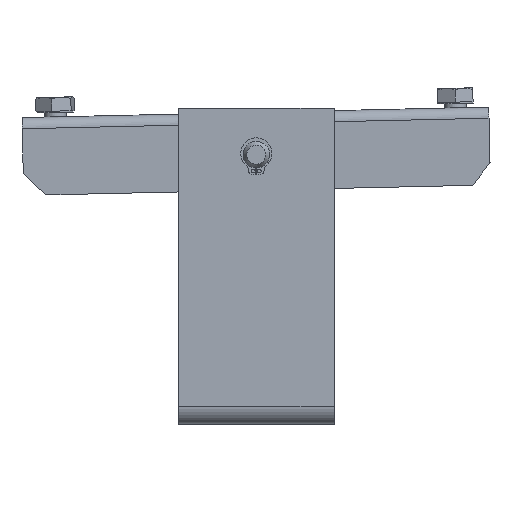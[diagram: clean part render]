
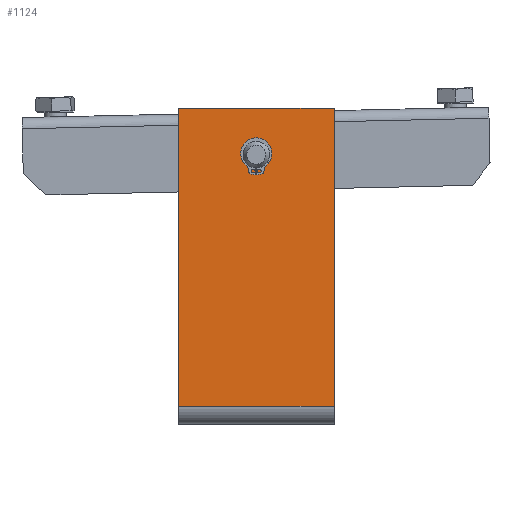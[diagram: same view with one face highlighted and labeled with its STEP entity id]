
A CAD part, front view. The second image highlights one B-rep face of the part: STEP entity #1124.
In plain terms, the highlighted face is planar.
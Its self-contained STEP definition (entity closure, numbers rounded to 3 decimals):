
#161 = DIRECTION ( 'NONE',  ( 1., 0., 0. ) ) ;
#235 = ORIENTED_EDGE ( 'NONE', *, *, #2171, .F. ) ;
#747 = EDGE_CURVE ( 'NONE', #3379, #3119, #3195, .T. ) ;
#810 = VECTOR ( 'NONE', #1486, 1000. ) ;
#1089 = DIRECTION ( 'NONE',  ( 0., 0., -1. ) ) ;
#1091 = DIRECTION ( 'NONE',  ( -1., 0., 0. ) ) ;
#1124 = ADVANCED_FACE ( 'NONE', ( #3775, #5147 ), #2103, .T. ) ;
#1259 = VERTEX_POINT ( 'NONE', #5195 ) ;
#1434 = CIRCLE ( 'NONE', #4738, 6.2 ) ;
#1466 = EDGE_CURVE ( 'NONE', #4330, #2393, #3986, .T. ) ;
#1483 = LINE ( 'NONE', #4002, #3489 ) ;
#1486 = DIRECTION ( 'NONE',  ( 0., -1., 0. ) ) ;
#1682 = DIRECTION ( 'NONE',  ( 1., 0., 0. ) ) ;
#1705 = CARTESIAN_POINT ( 'NONE',  ( 133.25, 70., 282.358 ) ) ;
#1848 = CARTESIAN_POINT ( 'NONE',  ( -0.858, 70., 282.358 ) ) ;
#2103 = PLANE ( 'NONE',  #3190 ) ;
#2171 = EDGE_CURVE ( 'NONE', #2393, #3379, #4034, .T. ) ;
#2274 = CARTESIAN_POINT ( 'NONE',  ( 133.25, 70., 282.358 ) ) ;
#2292 = DIRECTION ( 'NONE',  ( 1., 0., 0. ) ) ;
#2393 = VERTEX_POINT ( 'NONE', #1705 ) ;
#2436 = ORIENTED_EDGE ( 'NONE', *, *, #747, .F. ) ;
#2570 = CARTESIAN_POINT ( 'NONE',  ( 539.142, 70., 282.358 ) ) ;
#2757 = ORIENTED_EDGE ( 'NONE', *, *, #1466, .F. ) ;
#3119 = VERTEX_POINT ( 'NONE', #3504 ) ;
#3120 = CARTESIAN_POINT ( 'NONE',  ( 539.142, 0., 282.358 ) ) ;
#3170 = ORIENTED_EDGE ( 'NONE', *, *, #4259, .T. ) ;
#3171 = CARTESIAN_POINT ( 'NONE',  ( 19.142, 35., 282.358 ) ) ;
#3190 = AXIS2_PLACEMENT_3D ( 'NONE', #2570, #3223, #1682 ) ;
#3195 = LINE ( 'NONE', #3120, #4762 ) ;
#3223 = DIRECTION ( 'NONE',  ( 0., 0., 1. ) ) ;
#3278 = EDGE_LOOP ( 'NONE', ( #3170 ) ) ;
#3379 = VERTEX_POINT ( 'NONE', #4604 ) ;
#3489 = VECTOR ( 'NONE', #3539, 1000. ) ;
#3504 = CARTESIAN_POINT ( 'NONE',  ( -0.858, 0., 282.358 ) ) ;
#3539 = DIRECTION ( 'NONE',  ( 0., 1., 0. ) ) ;
#3613 = ORIENTED_EDGE ( 'NONE', *, *, #5488, .F. ) ;
#3775 = FACE_OUTER_BOUND ( 'NONE', #4747, .T. ) ;
#3843 = CARTESIAN_POINT ( 'NONE',  ( 539.142, 70., 282.358 ) ) ;
#3986 = LINE ( 'NONE', #3843, #4280 ) ;
#4002 = CARTESIAN_POINT ( 'NONE',  ( -0.858, 0., 282.358 ) ) ;
#4034 = LINE ( 'NONE', #2274, #810 ) ;
#4259 = EDGE_CURVE ( 'NONE', #1259, #1259, #1434, .T. ) ;
#4280 = VECTOR ( 'NONE', #161, 1000. ) ;
#4330 = VERTEX_POINT ( 'NONE', #1848 ) ;
#4604 = CARTESIAN_POINT ( 'NONE',  ( 133.25, 0., 282.358 ) ) ;
#4738 = AXIS2_PLACEMENT_3D ( 'NONE', #3171, #1089, #2292 ) ;
#4747 = EDGE_LOOP ( 'NONE', ( #235, #2757, #3613, #2436 ) ) ;
#4762 = VECTOR ( 'NONE', #1091, 1000. ) ;
#5147 = FACE_BOUND ( 'NONE', #3278, .T. ) ;
#5195 = CARTESIAN_POINT ( 'NONE',  ( 25.342, 35., 282.358 ) ) ;
#5488 = EDGE_CURVE ( 'NONE', #3119, #4330, #1483, .T. ) ;
